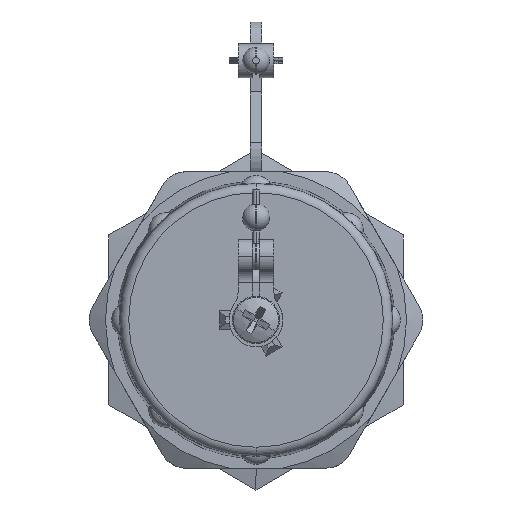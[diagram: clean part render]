
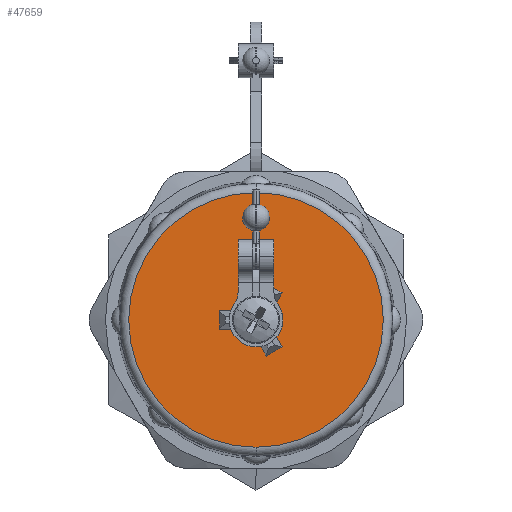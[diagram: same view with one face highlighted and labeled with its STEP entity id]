
A CAD part, left-side view. The second image highlights one B-rep face of the part: STEP entity #47659.
In plain terms, the highlighted face is planar.
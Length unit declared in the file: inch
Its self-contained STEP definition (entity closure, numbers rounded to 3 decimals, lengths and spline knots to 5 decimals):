
#949 = CARTESIAN_POINT ( 'NONE',  ( 0.63, 0., 0. ) ) ;
#1097 = CARTESIAN_POINT ( 'NONE',  ( 0.63, -0.11464, 0.11856 ) ) ;
#1262 = DIRECTION ( 'NONE',  ( 0., 0., -1. ) ) ;
#1354 = CARTESIAN_POINT ( 'NONE',  ( 0.63, 0.16, 0.04 ) ) ;
#1360 = VERTEX_POINT ( 'NONE', #60801 ) ;
#1517 = EDGE_CURVE ( 'NONE', #13324, #25140, #26371, .T. ) ;
#2154 = DIRECTION ( 'NONE',  ( 0., 1., 0. ) ) ;
#2512 = VECTOR ( 'NONE', #45221, 39.37008 ) ;
#3034 = PLANE ( 'NONE',  #60820 ) ;
#3089 = CARTESIAN_POINT ( 'NONE',  ( 0.63, -0.00427, -0.0874 ) ) ;
#3127 = EDGE_CURVE ( 'NONE', #17054, #20824, #60434, .T. ) ;
#4441 = AXIS2_PLACEMENT_3D ( 'NONE', #42548, #48385, #27601 ) ;
#6581 = DIRECTION ( 'NONE',  ( 0., -1., 0. ) ) ;
#6807 = LINE ( 'NONE', #56472, #44959 ) ;
#7667 = CARTESIAN_POINT ( 'NONE',  ( 0.63, 0., -0.04 ) ) ;
#7733 = EDGE_CURVE ( 'NONE', #8480, #48139, #34818, .T. ) ;
#8480 = VERTEX_POINT ( 'NONE', #3089 ) ;
#8804 = CARTESIAN_POINT ( 'NONE',  ( 0.63, -0.04536, -0.15856 ) ) ;
#8935 = EDGE_CURVE ( 'NONE', #25140, #22573, #49308, .T. ) ;
#9267 = ORIENTED_EDGE ( 'NONE', *, *, #22162, .F. ) ;
#10030 = DIRECTION ( 'NONE',  ( 0., 0.5, -0.866 ) ) ;
#10594 = ORIENTED_EDGE ( 'NONE', *, *, #1517, .F. ) ;
#11000 = DIRECTION ( 'NONE',  ( 0., 0.866, -0.5 ) ) ;
#12436 = VECTOR ( 'NONE', #16586, 39.37008 ) ;
#13094 = DIRECTION ( 'NONE',  ( 1., 0., 0. ) ) ;
#13324 = VERTEX_POINT ( 'NONE', #19458 ) ;
#14060 = CIRCLE ( 'NONE', #50046, 0.0875 ) ;
#14253 = CARTESIAN_POINT ( 'NONE',  ( 0.63, 0., 0. ) ) ;
#15081 = ORIENTED_EDGE ( 'NONE', *, *, #57043, .F. ) ;
#15110 = DIRECTION ( 'NONE',  ( 1., 0., 0. ) ) ;
#15403 = DIRECTION ( 'NONE',  ( 0., 0., -1. ) ) ;
#15541 = ORIENTED_EDGE ( 'NONE', *, *, #46735, .F. ) ;
#15965 = DIRECTION ( 'NONE',  ( 0., -0.5, -0.866 ) ) ;
#15972 = CARTESIAN_POINT ( 'NONE',  ( 0.63, 0., -0.0875 ) ) ;
#16586 = DIRECTION ( 'NONE',  ( 0., 0., 1. ) ) ;
#17054 = VERTEX_POINT ( 'NONE', #26293 ) ;
#17194 = LINE ( 'NONE', #18163, #60976 ) ;
#17465 = VERTEX_POINT ( 'NONE', #19478 ) ;
#17709 = ORIENTED_EDGE ( 'NONE', *, *, #24515, .T. ) ;
#17918 = EDGE_CURVE ( 'NONE', #48139, #45634, #42783, .T. ) ;
#18163 = CARTESIAN_POINT ( 'NONE',  ( 0.63, 0.03464, -0.02 ) ) ;
#18759 = CIRCLE ( 'NONE', #51897, 0.0875 ) ;
#18818 = CARTESIAN_POINT ( 'NONE',  ( 0.63, -0.07355, 0.0474 ) ) ;
#18889 = VECTOR ( 'NONE', #2154, 39.37008 ) ;
#19458 = CARTESIAN_POINT ( 'NONE',  ( 0.63, -0.04536, 0.15856 ) ) ;
#19478 = CARTESIAN_POINT ( 'NONE',  ( 0.63, -0.00427, 0.0874 ) ) ;
#20571 = EDGE_CURVE ( 'NONE', #63576, #61781, #20865, .T. ) ;
#20824 = VERTEX_POINT ( 'NONE', #35815 ) ;
#20865 = LINE ( 'NONE', #51033, #30897 ) ;
#21144 = CARTESIAN_POINT ( 'NONE',  ( 0.63, -0.03464, 0.02 ) ) ;
#21441 = DIRECTION ( 'NONE',  ( 1., 0., 0. ) ) ;
#22162 = EDGE_CURVE ( 'NONE', #30003, #8480, #17194, .T. ) ;
#22509 = FACE_BOUND ( 'NONE', #26330, .T. ) ;
#22573 = VERTEX_POINT ( 'NONE', #18818 ) ;
#24515 = EDGE_CURVE ( 'NONE', #1360, #28393, #46591, .T. ) ;
#24752 = ORIENTED_EDGE ( 'NONE', *, *, #7733, .F. ) ;
#25140 = VERTEX_POINT ( 'NONE', #51367 ) ;
#25519 = ORIENTED_EDGE ( 'NONE', *, *, #50799, .F. ) ;
#25684 = LINE ( 'NONE', #1354, #12436 ) ;
#25797 = DIRECTION ( 'NONE',  ( 0., 0., -1. ) ) ;
#26293 = CARTESIAN_POINT ( 'NONE',  ( 0.63, -0.07355, -0.0474 ) ) ;
#26330 = EDGE_LOOP ( 'NONE', ( #58289, #52924, #10594, #27113, #15541, #27269, #47158, #36865, #25519, #54682, #24752, #9267, #15081, #38243 ) ) ;
#26371 = LINE ( 'NONE', #1097, #2512 ) ;
#26400 = VECTOR ( 'NONE', #15965, 39.37008 ) ;
#27113 = ORIENTED_EDGE ( 'NONE', *, *, #33634, .F. ) ;
#27269 = ORIENTED_EDGE ( 'NONE', *, *, #58857, .F. ) ;
#27513 = CARTESIAN_POINT ( 'NONE',  ( 0.63, 0.16, 0.04 ) ) ;
#27601 = DIRECTION ( 'NONE',  ( 0., 0., -1. ) ) ;
#27914 = DIRECTION ( 'NONE',  ( 0., 0., -1. ) ) ;
#28393 = VERTEX_POINT ( 'NONE', #38861 ) ;
#28442 = CARTESIAN_POINT ( 'NONE',  ( 0.63, 0., 0.0875 ) ) ;
#29412 = AXIS2_PLACEMENT_3D ( 'NONE', #44941, #34265, #15403 ) ;
#30003 = VERTEX_POINT ( 'NONE', #63629 ) ;
#30467 = DIRECTION ( 'NONE',  ( 1., 0., 0. ) ) ;
#30801 = ORIENTED_EDGE ( 'NONE', *, *, #31172, .T. ) ;
#30897 = VECTOR ( 'NONE', #6581, 39.37008 ) ;
#31172 = EDGE_CURVE ( 'NONE', #28393, #1360, #32401, .T. ) ;
#31815 = CARTESIAN_POINT ( 'NONE',  ( 0.63, 0., 0. ) ) ;
#32157 = VECTOR ( 'NONE', #11000, 39.37008 ) ;
#32395 = AXIS2_PLACEMENT_3D ( 'NONE', #949, #30467, #1262 ) ;
#32401 = CIRCLE ( 'NONE', #4441, 0.5597 ) ;
#32722 = AXIS2_PLACEMENT_3D ( 'NONE', #64143, #15110, #25797 ) ;
#32897 = DIRECTION ( 'NONE',  ( 0., 0., -1. ) ) ;
#33288 = CARTESIAN_POINT ( 'NONE',  ( 0.63, 0.07782, 0.04 ) ) ;
#33634 = EDGE_CURVE ( 'NONE', #17465, #13324, #6807, .T. ) ;
#33745 = CARTESIAN_POINT ( 'NONE',  ( 0.63, 0.07782, -0.04 ) ) ;
#34064 = DIRECTION ( 'NONE',  ( 1., 0., 0. ) ) ;
#34239 = DIRECTION ( 'NONE',  ( 0., 0., -1. ) ) ;
#34265 = DIRECTION ( 'NONE',  ( 1., 0., 0. ) ) ;
#34818 = CIRCLE ( 'NONE', #32722, 0.0875 ) ;
#35375 = VERTEX_POINT ( 'NONE', #28442 ) ;
#35815 = CARTESIAN_POINT ( 'NONE',  ( 0.63, -0.11464, -0.11856 ) ) ;
#36865 = ORIENTED_EDGE ( 'NONE', *, *, #56022, .F. ) ;
#38243 = ORIENTED_EDGE ( 'NONE', *, *, #3127, .F. ) ;
#38861 = CARTESIAN_POINT ( 'NONE',  ( 0.63, 0., 0.5597 ) ) ;
#39782 = CARTESIAN_POINT ( 'NONE',  ( 0.63, 0.16, -0.04 ) ) ;
#42548 = CARTESIAN_POINT ( 'NONE',  ( 0.63, 0., 0. ) ) ;
#42783 = CIRCLE ( 'NONE', #32395, 0.0875 ) ;
#43286 = CARTESIAN_POINT ( 'NONE',  ( 0.63, 0., 0. ) ) ;
#44605 = CARTESIAN_POINT ( 'NONE',  ( 0.63, 0., 0. ) ) ;
#44941 = CARTESIAN_POINT ( 'NONE',  ( 0.63, 0., 0. ) ) ;
#44959 = VECTOR ( 'NONE', #50614, 39.37008 ) ;
#45170 = VECTOR ( 'NONE', #10030, 39.37008 ) ;
#45221 = DIRECTION ( 'NONE',  ( 0., -0.866, -0.5 ) ) ;
#45634 = VERTEX_POINT ( 'NONE', #33745 ) ;
#45677 = EDGE_CURVE ( 'NONE', #22573, #17054, #14060, .T. ) ;
#46591 = CIRCLE ( 'NONE', #47629, 0.5597 ) ;
#46735 = EDGE_CURVE ( 'NONE', #35375, #17465, #57398, .T. ) ;
#47158 = ORIENTED_EDGE ( 'NONE', *, *, #20571, .F. ) ;
#47629 = AXIS2_PLACEMENT_3D ( 'NONE', #44605, #59554, #34239 ) ;
#47659 = ADVANCED_FACE ( 'NONE', ( #57576, #22509 ), #3034, .T. ) ;
#48139 = VERTEX_POINT ( 'NONE', #15972 ) ;
#48385 = DIRECTION ( 'NONE',  ( 1., 0., 0. ) ) ;
#48624 = EDGE_LOOP ( 'NONE', ( #17709, #30801 ) ) ;
#49308 = LINE ( 'NONE', #59398, #45170 ) ;
#49792 = VERTEX_POINT ( 'NONE', #39782 ) ;
#50046 = AXIS2_PLACEMENT_3D ( 'NONE', #14253, #34064, #52112 ) ;
#50614 = DIRECTION ( 'NONE',  ( 0., -0.5, 0.866 ) ) ;
#50799 = EDGE_CURVE ( 'NONE', #45634, #49792, #51798, .T. ) ;
#51033 = CARTESIAN_POINT ( 'NONE',  ( 0.63, 0., 0.04 ) ) ;
#51367 = CARTESIAN_POINT ( 'NONE',  ( 0.63, -0.11464, 0.11856 ) ) ;
#51798 = LINE ( 'NONE', #7667, #18889 ) ;
#51897 = AXIS2_PLACEMENT_3D ( 'NONE', #31815, #21441, #27914 ) ;
#52112 = DIRECTION ( 'NONE',  ( 0., 0., -1. ) ) ;
#52924 = ORIENTED_EDGE ( 'NONE', *, *, #8935, .F. ) ;
#53249 = LINE ( 'NONE', #8804, #32157 ) ;
#54682 = ORIENTED_EDGE ( 'NONE', *, *, #17918, .F. ) ;
#56022 = EDGE_CURVE ( 'NONE', #49792, #63576, #25684, .T. ) ;
#56472 = CARTESIAN_POINT ( 'NONE',  ( 0.63, 0.03464, 0.02 ) ) ;
#57043 = EDGE_CURVE ( 'NONE', #20824, #30003, #53249, .T. ) ;
#57398 = CIRCLE ( 'NONE', #29412, 0.0875 ) ;
#57576 = FACE_OUTER_BOUND ( 'NONE', #48624, .T. ) ;
#58289 = ORIENTED_EDGE ( 'NONE', *, *, #45677, .F. ) ;
#58857 = EDGE_CURVE ( 'NONE', #61781, #35375, #18759, .T. ) ;
#59398 = CARTESIAN_POINT ( 'NONE',  ( 0.63, -0.03464, -0.02 ) ) ;
#59554 = DIRECTION ( 'NONE',  ( 1., 0., 0. ) ) ;
#60434 = LINE ( 'NONE', #21144, #26400 ) ;
#60801 = CARTESIAN_POINT ( 'NONE',  ( 0.63, 0., -0.5597 ) ) ;
#60820 = AXIS2_PLACEMENT_3D ( 'NONE', #43286, #13094, #32897 ) ;
#60976 = VECTOR ( 'NONE', #62315, 39.37008 ) ;
#61781 = VERTEX_POINT ( 'NONE', #33288 ) ;
#62315 = DIRECTION ( 'NONE',  ( 0., 0.5, 0.866 ) ) ;
#63576 = VERTEX_POINT ( 'NONE', #27513 ) ;
#63629 = CARTESIAN_POINT ( 'NONE',  ( 0.63, -0.04536, -0.15856 ) ) ;
#64143 = CARTESIAN_POINT ( 'NONE',  ( 0.63, 0., 0. ) ) ;
